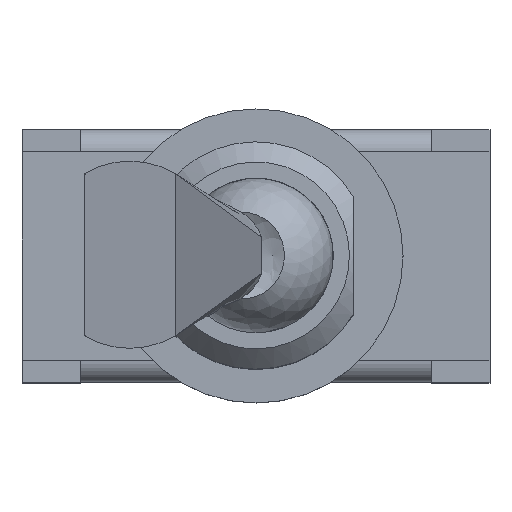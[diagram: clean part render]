
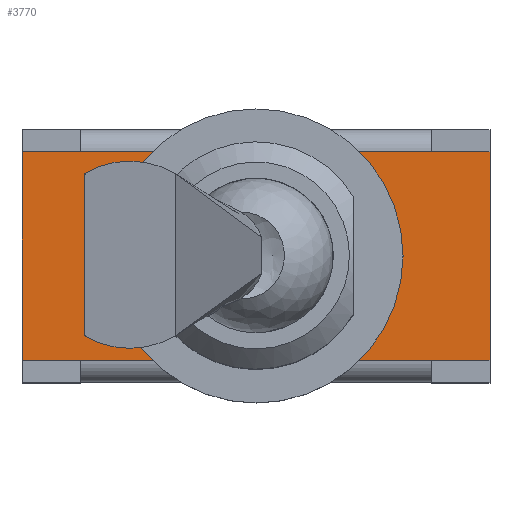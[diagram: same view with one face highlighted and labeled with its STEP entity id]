
A CAD part, top view. The second image highlights one B-rep face of the part: STEP entity #3770.
In plain terms, the highlighted planar face has unit normal (0, 0, 1).
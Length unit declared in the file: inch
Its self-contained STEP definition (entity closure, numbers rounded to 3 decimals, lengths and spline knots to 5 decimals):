
#160=PLANE('',#4043);
#321=FACE_OUTER_BOUND('',#534,.T.);
#534=EDGE_LOOP('',(#2922,#2923,#2924,#2925,#2926,#2927,#2928,#2929));
#890=LINE('',#5812,#1294);
#892=LINE('',#5817,#1296);
#894=LINE('',#5820,#1298);
#897=LINE('',#5826,#1301);
#902=LINE('',#5836,#1306);
#904=LINE('',#5839,#1308);
#906=LINE('',#5847,#1310);
#907=LINE('',#5849,#1311);
#1294=VECTOR('',#4723,0.3937);
#1296=VECTOR('',#4727,0.3937);
#1298=VECTOR('',#4731,0.3937);
#1301=VECTOR('',#4736,0.3937);
#1306=VECTOR('',#4743,0.3937);
#1308=VECTOR('',#4747,0.3937);
#1310=VECTOR('',#4759,0.3937);
#1311=VECTOR('',#4762,0.3937);
#1666=VERTEX_POINT('',#5625);
#1669=VERTEX_POINT('',#5637);
#1674=VERTEX_POINT('',#5653);
#1725=VERTEX_POINT('',#5808);
#1728=VERTEX_POINT('',#5815);
#1730=VERTEX_POINT('',#5824);
#1731=VERTEX_POINT('',#5829);
#1734=VERTEX_POINT('',#5834);
#2142=EDGE_CURVE('',#1669,#1725,#890,.T.);
#2144=EDGE_CURVE('',#1674,#1728,#892,.T.);
#2146=EDGE_CURVE('',#1728,#1725,#894,.T.);
#2149=EDGE_CURVE('',#1666,#1730,#897,.T.);
#2154=EDGE_CURVE('',#1734,#1731,#902,.T.);
#2156=EDGE_CURVE('',#1730,#1731,#904,.T.);
#2160=EDGE_CURVE('',#1674,#1734,#906,.T.);
#2161=EDGE_CURVE('',#1669,#1666,#907,.T.);
#2922=ORIENTED_EDGE('',*,*,#2161,.T.);
#2923=ORIENTED_EDGE('',*,*,#2149,.T.);
#2924=ORIENTED_EDGE('',*,*,#2156,.T.);
#2925=ORIENTED_EDGE('',*,*,#2154,.F.);
#2926=ORIENTED_EDGE('',*,*,#2160,.F.);
#2927=ORIENTED_EDGE('',*,*,#2144,.T.);
#2928=ORIENTED_EDGE('',*,*,#2146,.T.);
#2929=ORIENTED_EDGE('',*,*,#2142,.F.);
#3770=ADVANCED_FACE('',(#321),#160,.T.);
#4043=AXIS2_PLACEMENT_3D('',#5848,#4760,#4761);
#4723=DIRECTION('',(-1.,0.,0.));
#4727=DIRECTION('',(-1.,0.,0.));
#4731=DIRECTION('',(0.,-1.,0.));
#4736=DIRECTION('',(1.,0.,0.));
#4743=DIRECTION('',(1.,0.,0.));
#4747=DIRECTION('',(0.,1.,0.));
#4759=DIRECTION('',(1.,0.,0.));
#4760=DIRECTION('center_axis',(0.,0.,1.));
#4761=DIRECTION('ref_axis',(0.,-1.,0.));
#4762=DIRECTION('',(1.,0.,0.));
#5625=CARTESIAN_POINT('',(0.18701,-0.11142,0.35));
#5637=CARTESIAN_POINT('',(-0.18701,-0.11142,0.35));
#5653=CARTESIAN_POINT('',(-0.18701,0.11142,0.35));
#5808=CARTESIAN_POINT('',(-0.25,-0.11142,0.35));
#5812=CARTESIAN_POINT('',(-0.18701,-0.11142,0.35));
#5815=CARTESIAN_POINT('',(-0.25,0.11142,0.35));
#5817=CARTESIAN_POINT('',(-0.18701,0.11142,0.35));
#5820=CARTESIAN_POINT('',(-0.25,-0.11142,0.35));
#5824=CARTESIAN_POINT('',(0.25,-0.11142,0.35));
#5826=CARTESIAN_POINT('',(0.18701,-0.11142,0.35));
#5829=CARTESIAN_POINT('',(0.25,0.11142,0.35));
#5834=CARTESIAN_POINT('',(0.18701,0.11142,0.35));
#5836=CARTESIAN_POINT('',(0.18701,0.11142,0.35));
#5839=CARTESIAN_POINT('',(0.25,0.11142,0.35));
#5847=CARTESIAN_POINT('',(0.,0.11142,0.35));
#5848=CARTESIAN_POINT('Origin',(0.,0.11142,0.35));
#5849=CARTESIAN_POINT('',(0.,-0.11142,0.35));
